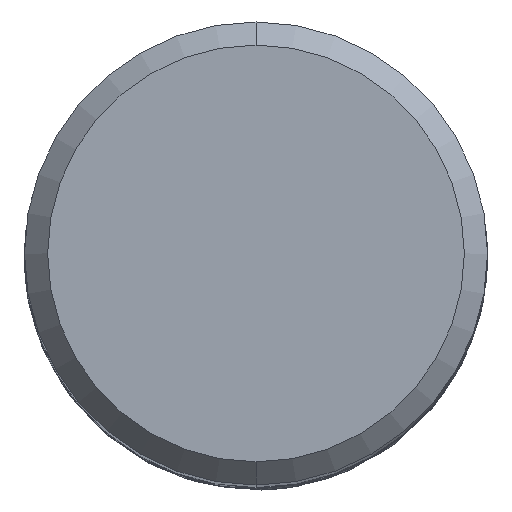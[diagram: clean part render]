
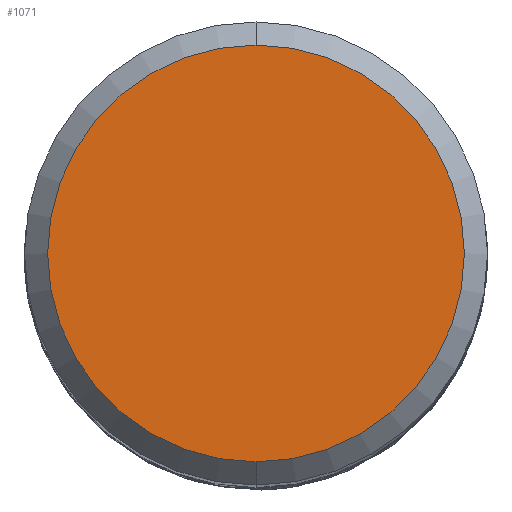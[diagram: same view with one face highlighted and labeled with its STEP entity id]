
A CAD part, top view. The second image highlights one B-rep face of the part: STEP entity #1071.
In plain terms, the highlighted planar face has unit normal (0, 0, 1).
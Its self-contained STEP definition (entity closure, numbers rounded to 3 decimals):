
#639=EDGE_CURVE('',#895,#999,#1817,.T.);
#789=EDGE_CURVE('',#999,#895,#1979,.T.);
#895=VERTEX_POINT('',#2096);
#999=VERTEX_POINT('',#2207);
#1071=ADVANCED_FACE('',(#2287),#2288,.T.);
#1817=CIRCLE('',#3405,9.0);
#1979=CIRCLE('',#5321,9.0);
#2096=CARTESIAN_POINT('',(0.0,9.0,0.0));
#2207=CARTESIAN_POINT('',(0.,-9.0,0.0));
#2287=FACE_OUTER_BOUND('',#10057,.T.);
#2288=PLANE('',#10058);
#3405=AXIS2_PLACEMENT_3D('',#19423,#19424,#19425);
#5321=AXIS2_PLACEMENT_3D('',#19559,#19560,#19561);
#10057=EDGE_LOOP('',(#19833,#19834));
#10058=AXIS2_PLACEMENT_3D('',#19835,#19836,#19837);
#19423=CARTESIAN_POINT('',(0.0,0.0,0.0));
#19424=DIRECTION('',(0.0,0.0,-1.0));
#19425=DIRECTION('',(0.0,1.0,0.0));
#19559=CARTESIAN_POINT('',(0.0,0.0,0.0));
#19560=DIRECTION('',(0.0,0.0,-1.0));
#19561=DIRECTION('',(0.0,1.0,0.0));
#19833=ORIENTED_EDGE('',*,*,#639,.F.);
#19834=ORIENTED_EDGE('',*,*,#789,.F.);
#19835=CARTESIAN_POINT('',(0.0,4.5,0.0));
#19836=DIRECTION('',(-0.0,0.0,1.0));
#19837=DIRECTION('',(0.0,-1.0,0.0));
